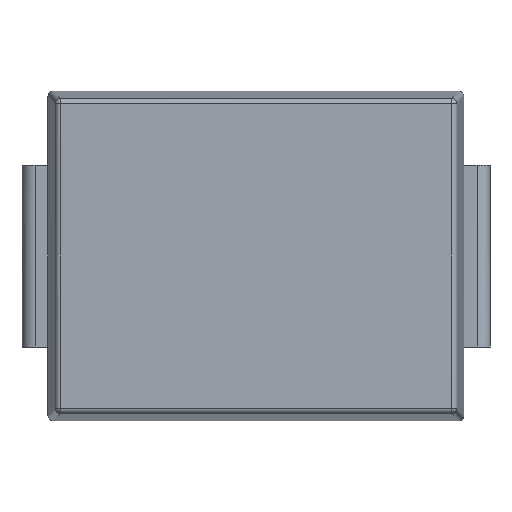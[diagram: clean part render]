
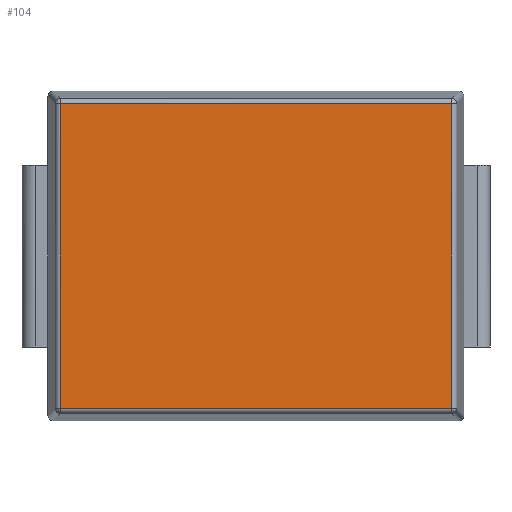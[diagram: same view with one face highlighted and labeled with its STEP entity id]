
A CAD part, front view. The second image highlights one B-rep face of the part: STEP entity #104.
In plain terms, the highlighted face is planar.
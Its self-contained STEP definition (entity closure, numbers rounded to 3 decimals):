
#104=ADVANCED_FACE('',(#188),#1216,.T.);
#188=FACE_OUTER_BOUND('',#272,.T.);
#272=EDGE_LOOP('',(#504,#505,#506,#507));
#504=ORIENTED_EDGE('',*,*,#792,.T.);
#505=ORIENTED_EDGE('',*,*,#793,.T.);
#506=ORIENTED_EDGE('',*,*,#794,.T.);
#507=ORIENTED_EDGE('',*,*,#795,.T.);
#792=EDGE_CURVE('',#1152,#1153,#958,.T.);
#793=EDGE_CURVE('',#1153,#1154,#959,.T.);
#794=EDGE_CURVE('',#1154,#1155,#960,.T.);
#795=EDGE_CURVE('',#1155,#1152,#961,.T.);
#958=B_SPLINE_CURVE_WITH_KNOTS('',1,(#2425,#2426),.UNSPECIFIED.,.F.,.F.,
(2,2),(0.,3.515),.UNSPECIFIED.);
#959=B_SPLINE_CURVE_WITH_KNOTS('',1,(#2427,#2428),.UNSPECIFIED.,.F.,.F.,
(2,2),(0.,4.515),.UNSPECIFIED.);
#960=B_SPLINE_CURVE_WITH_KNOTS('',1,(#2429,#2430),.UNSPECIFIED.,.F.,.F.,
(2,2),(0.,3.515),.UNSPECIFIED.);
#961=B_SPLINE_CURVE_WITH_KNOTS('',1,(#2431,#2432),.UNSPECIFIED.,.F.,.F.,
(2,2),(0.,4.515),.UNSPECIFIED.);
#1152=VERTEX_POINT('',#2369);
#1153=VERTEX_POINT('',#2370);
#1154=VERTEX_POINT('',#2371);
#1155=VERTEX_POINT('',#2372);
#1216=PLANE('',#1364);
#1364=AXIS2_PLACEMENT_3D('',#1777,#1448,$);
#1448=DIRECTION('',(0.,1.,0.));
#1777=CARTESIAN_POINT('',(-2.709,1.,-2.109));
#2369=CARTESIAN_POINT('',(2.258,1.,1.758));
#2370=CARTESIAN_POINT('',(2.258,1.,-1.758));
#2371=CARTESIAN_POINT('',(-2.258,1.,-1.758));
#2372=CARTESIAN_POINT('',(-2.258,1.,1.758));
#2425=CARTESIAN_POINT('',(2.258,1.,1.758));
#2426=CARTESIAN_POINT('',(2.258,1.,-1.758));
#2427=CARTESIAN_POINT('',(2.258,1.,-1.758));
#2428=CARTESIAN_POINT('',(-2.258,1.,-1.758));
#2429=CARTESIAN_POINT('',(-2.258,1.,-1.758));
#2430=CARTESIAN_POINT('',(-2.258,1.,1.758));
#2431=CARTESIAN_POINT('',(-2.258,1.,1.758));
#2432=CARTESIAN_POINT('',(2.258,1.,1.758));
